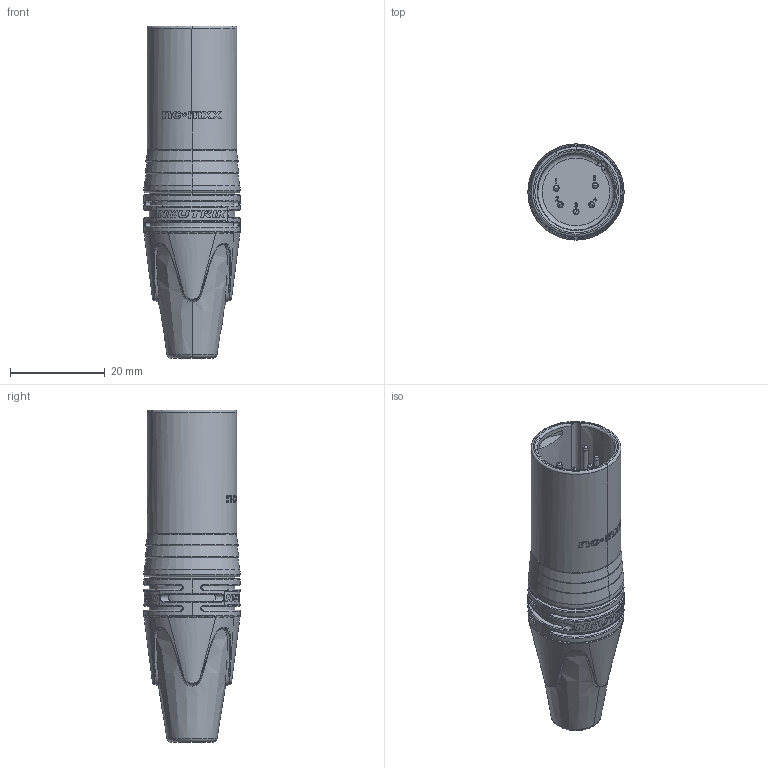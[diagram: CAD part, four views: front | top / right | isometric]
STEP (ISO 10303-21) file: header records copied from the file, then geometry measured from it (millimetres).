
FILE_DESCRIPTION((''),'2;1');
FILE_NAME('30010469','2023-04-18T12:03:32',('SYSTEM'),(''),'CREO PARAMETRIC BY PTC INC, 2021184','CREO PARAMETRIC BY PTC INC, 2021184','');
FILE_SCHEMA(('CONFIG_CONTROL_DESIGN'));
Length unit declared in the file: millimetre
Products named in the file (1): 30010469
Bounding box: 20.33 x 20.33 x 70.1 mm (x, y, z)
Volume: 14622.7 mm3; surface area: 5756.2 mm2
Topology: 1 solids, 1 shells, 741 faces, 1941 edges, 1251 vertices
Faces by surface type: plane 364, extrusion 119, bspline 113, cylinder 77, torus 31, cone 27, sphere 10
Entity records: 32828 total; most frequent: CARTESIAN_POINT 15832, ORIENTED_EDGE 3862, DIRECTION 2885, EDGE_CURVE 1931, VERTEX_POINT 1251, VECTOR 1055, LINE 936, AXIS2_PLACEMENT_3D 915
